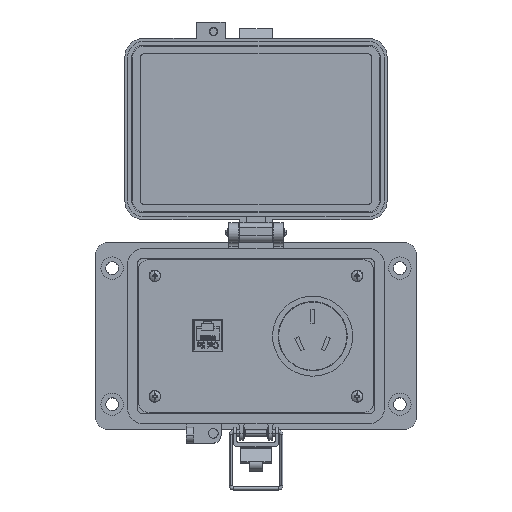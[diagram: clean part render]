
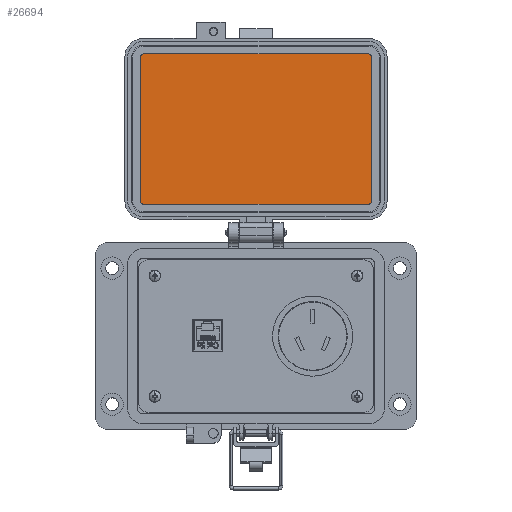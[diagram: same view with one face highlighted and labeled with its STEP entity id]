
A CAD part, top view. The second image highlights one B-rep face of the part: STEP entity #26694.
In plain terms, the highlighted planar face has unit normal (0, 0, 1).
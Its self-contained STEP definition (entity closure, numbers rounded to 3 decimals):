
#654 = EDGE_CURVE ( 'NONE', #3309, #69403, #60783, .T. ) ;
#1664 = VECTOR ( 'NONE', #2991, 1000. ) ;
#1760 = FACE_OUTER_BOUND ( 'NONE', #72403, .T. ) ;
#2539 = CARTESIAN_POINT ( 'NONE',  ( -57.72, 69.55, 8.694 ) ) ;
#2991 = DIRECTION ( 'NONE',  ( 0., 1., 0. ) ) ;
#3309 = VERTEX_POINT ( 'NONE', #14491 ) ;
#3447 = VERTEX_POINT ( 'NONE', #5888 ) ;
#4443 = DIRECTION ( 'NONE',  ( 0., 0., -1. ) ) ;
#4952 = EDGE_CURVE ( 'NONE', #66541, #11295, #23198, .T. ) ;
#5888 = CARTESIAN_POINT ( 'NONE',  ( 59.502, 143.334, 8.694 ) ) ;
#8336 = DIRECTION ( 'NONE',  ( 0., -1., 0. ) ) ;
#9903 = CARTESIAN_POINT ( 'NONE',  ( -57.72, 143.334, 8.694 ) ) ;
#11179 = AXIS2_PLACEMENT_3D ( 'NONE', #2539, #42913, #8336 ) ;
#11295 = VERTEX_POINT ( 'NONE', #59492 ) ;
#12049 = CARTESIAN_POINT ( 'NONE',  ( 59.502, 69.55, 8.694 ) ) ;
#13982 = VECTOR ( 'NONE', #64115, 1000. ) ;
#14491 = CARTESIAN_POINT ( 'NONE',  ( 57.717, 67.765, 8.694 ) ) ;
#15718 = DIRECTION ( 'NONE',  ( 0., -1., 0. ) ) ;
#20791 = ORIENTED_EDGE ( 'NONE', *, *, #53231, .F. ) ;
#21538 = DIRECTION ( 'NONE',  ( 1., 0., 0. ) ) ;
#22162 = DIRECTION ( 'NONE',  ( 0., 0., 1. ) ) ;
#23198 = LINE ( 'NONE', #43568, #36744 ) ;
#25678 = AXIS2_PLACEMENT_3D ( 'NONE', #39005, #4443, #44793 ) ;
#26694 = ADVANCED_FACE ( 'NONE', ( #1760 ), #56781, .T. ) ;
#27255 = CIRCLE ( 'NONE', #11179, 1.785 ) ;
#28028 = VERTEX_POINT ( 'NONE', #45654 ) ;
#28685 = DIRECTION ( 'NONE',  ( 0., 0., -1. ) ) ;
#31166 = LINE ( 'NONE', #12049, #13982 ) ;
#32229 = EDGE_CURVE ( 'NONE', #52623, #3309, #58037, .T. ) ;
#32434 = ORIENTED_EDGE ( 'NONE', *, *, #38871, .F. ) ;
#36744 = VECTOR ( 'NONE', #21538, 1000. ) ;
#36929 = DIRECTION ( 'NONE',  ( -1., 0., 0. ) ) ;
#37191 = CIRCLE ( 'NONE', #25678, 1.785 ) ;
#37551 = CARTESIAN_POINT ( 'NONE',  ( -59.505, 143.334, 8.694 ) ) ;
#38871 = EDGE_CURVE ( 'NONE', #3447, #52623, #31166, .T. ) ;
#39005 = CARTESIAN_POINT ( 'NONE',  ( 57.717, 143.334, 8.694 ) ) ;
#39192 = ORIENTED_EDGE ( 'NONE', *, *, #63357, .F. ) ;
#40040 = ORIENTED_EDGE ( 'NONE', *, *, #32229, .F. ) ;
#42913 = DIRECTION ( 'NONE',  ( 0., 0., -1. ) ) ;
#43106 = CARTESIAN_POINT ( 'NONE',  ( -57.72, 145.119, 8.694 ) ) ;
#43558 = VECTOR ( 'NONE', #36929, 1000. ) ;
#43568 = CARTESIAN_POINT ( 'NONE',  ( 57.717, 145.119, 8.694 ) ) ;
#44793 = DIRECTION ( 'NONE',  ( 0., -1., 0. ) ) ;
#45182 = CIRCLE ( 'NONE', #46040, 1.785 ) ;
#45654 = CARTESIAN_POINT ( 'NONE',  ( -59.505, 143.334, 8.694 ) ) ;
#46040 = AXIS2_PLACEMENT_3D ( 'NONE', #9903, #50290, #15718 ) ;
#48278 = CARTESIAN_POINT ( 'NONE',  ( -57.72, 67.765, 8.694 ) ) ;
#50290 = DIRECTION ( 'NONE',  ( 0., 0., -1. ) ) ;
#50665 = CARTESIAN_POINT ( 'NONE',  ( -59.505, 69.55, 8.694 ) ) ;
#50937 = ORIENTED_EDGE ( 'NONE', *, *, #66556, .F. ) ;
#52623 = VERTEX_POINT ( 'NONE', #62166 ) ;
#53134 = ORIENTED_EDGE ( 'NONE', *, *, #62748, .F. ) ;
#53231 = EDGE_CURVE ( 'NONE', #28028, #66541, #45182, .T. ) ;
#53814 = VERTEX_POINT ( 'NONE', #50665 ) ;
#54836 = CARTESIAN_POINT ( 'NONE',  ( -57.72, 67.765, 8.694 ) ) ;
#56781 = PLANE ( 'NONE',  #58846 ) ;
#58037 = CIRCLE ( 'NONE', #61055, 1.785 ) ;
#58846 = AXIS2_PLACEMENT_3D ( 'NONE', #68146, #22162, #62593 ) ;
#59480 = LINE ( 'NONE', #37551, #1664 ) ;
#59492 = CARTESIAN_POINT ( 'NONE',  ( 57.717, 145.119, 8.694 ) ) ;
#60783 = LINE ( 'NONE', #48278, #43558 ) ;
#61055 = AXIS2_PLACEMENT_3D ( 'NONE', #63263, #28685, #69008 ) ;
#62166 = CARTESIAN_POINT ( 'NONE',  ( 59.502, 69.55, 8.694 ) ) ;
#62593 = DIRECTION ( 'NONE',  ( 0., -1., 0. ) ) ;
#62748 = EDGE_CURVE ( 'NONE', #11295, #3447, #37191, .T. ) ;
#63263 = CARTESIAN_POINT ( 'NONE',  ( 57.717, 69.55, 8.694 ) ) ;
#63357 = EDGE_CURVE ( 'NONE', #69403, #53814, #27255, .T. ) ;
#64115 = DIRECTION ( 'NONE',  ( 0., -1., 0. ) ) ;
#66541 = VERTEX_POINT ( 'NONE', #43106 ) ;
#66556 = EDGE_CURVE ( 'NONE', #53814, #28028, #59480, .T. ) ;
#66562 = ORIENTED_EDGE ( 'NONE', *, *, #4952, .F. ) ;
#68146 = CARTESIAN_POINT ( 'NONE',  ( -30.745, 145.119, 8.694 ) ) ;
#69008 = DIRECTION ( 'NONE',  ( 0., -1., 0. ) ) ;
#69403 = VERTEX_POINT ( 'NONE', #54836 ) ;
#71753 = ORIENTED_EDGE ( 'NONE', *, *, #654, .F. ) ;
#72403 = EDGE_LOOP ( 'NONE', ( #20791, #50937, #39192, #71753, #40040, #32434, #53134, #66562 ) ) ;
